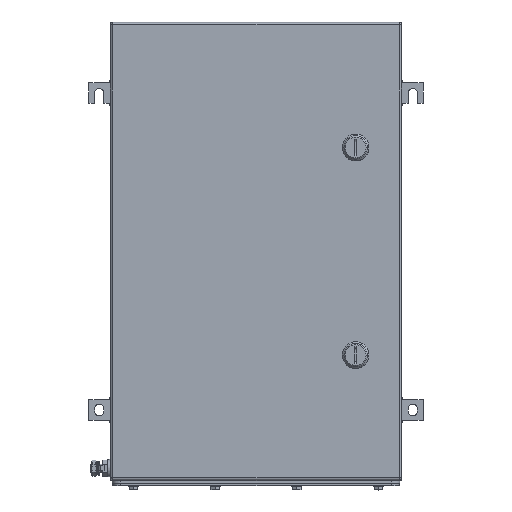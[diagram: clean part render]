
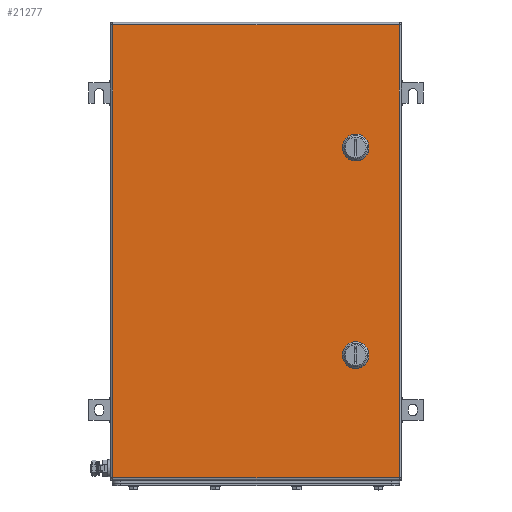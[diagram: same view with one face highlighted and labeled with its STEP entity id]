
A CAD part, top view. The second image highlights one B-rep face of the part: STEP entity #21277.
In plain terms, the highlighted planar face has unit normal (0, 0, 1).
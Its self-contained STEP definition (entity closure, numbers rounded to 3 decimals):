
#21091=AXIS2_PLACEMENT_3D('Circle Axis2P3D',#21089,#21090,$) ;
#21118=AXIS2_PLACEMENT_3D('Plane Axis2P3D',#21115,#21116,#21117) ;
#21163=AXIS2_PLACEMENT_3D('Circle Axis2P3D',#21161,#21162,$) ;
#21177=AXIS2_PLACEMENT_3D('Circle Axis2P3D',#21175,#21176,$) ;
#21191=AXIS2_PLACEMENT_3D('Circle Axis2P3D',#21189,#21190,$) ;
#21213=AXIS2_PLACEMENT_3D('Circle Axis2P3D',#21211,#21212,$) ;
#21229=AXIS2_PLACEMENT_3D('Circle Axis2P3D',#21227,#21228,$) ;
#21243=AXIS2_PLACEMENT_3D('Circle Axis2P3D',#21241,#21242,$) ;
#21257=AXIS2_PLACEMENT_3D('Circle Axis2P3D',#21255,#21256,$) ;
#21086=CARTESIAN_POINT('Vertex',(325.056,400.45,153.5)) ;
#21089=CARTESIAN_POINT('Axis2P3D Location',(320.,410.5,153.5)) ;
#21093=CARTESIAN_POINT('Vertex',(330.05,405.444,153.5)) ;
#21115=CARTESIAN_POINT('Axis2P3D Location',(200.5,286.,153.5)) ;
#21120=CARTESIAN_POINT('Line Origine',(200.5,557.5,153.5)) ;
#21124=CARTESIAN_POINT('Vertex',(372.,557.5,153.5)) ;
#21126=CARTESIAN_POINT('Vertex',(29.,557.5,153.5)) ;
#21129=CARTESIAN_POINT('Line Origine',(29.,286.,153.5)) ;
#21133=CARTESIAN_POINT('Vertex',(29.,14.5,153.5)) ;
#21136=CARTESIAN_POINT('Line Origine',(200.5,14.5,153.5)) ;
#21140=CARTESIAN_POINT('Vertex',(372.,14.5,153.5)) ;
#21143=CARTESIAN_POINT('Line Origine',(372.,286.,153.5)) ;
#21154=CARTESIAN_POINT('Line Origine',(320.,400.45,153.5)) ;
#21158=CARTESIAN_POINT('Vertex',(314.944,400.45,153.5)) ;
#21161=CARTESIAN_POINT('Axis2P3D Location',(320.,410.5,153.5)) ;
#21165=CARTESIAN_POINT('Vertex',(309.95,405.444,153.5)) ;
#21168=CARTESIAN_POINT('Line Origine',(309.95,410.5,153.5)) ;
#21172=CARTESIAN_POINT('Vertex',(309.95,415.556,153.5)) ;
#21175=CARTESIAN_POINT('Axis2P3D Location',(320.,410.5,153.5)) ;
#21179=CARTESIAN_POINT('Vertex',(314.944,420.55,153.5)) ;
#21182=CARTESIAN_POINT('Line Origine',(320.,420.55,153.5)) ;
#21186=CARTESIAN_POINT('Vertex',(325.056,420.55,153.5)) ;
#21189=CARTESIAN_POINT('Axis2P3D Location',(320.,410.5,153.5)) ;
#21193=CARTESIAN_POINT('Vertex',(330.05,415.556,153.5)) ;
#21196=CARTESIAN_POINT('Line Origine',(330.05,410.5,153.5)) ;
#21211=CARTESIAN_POINT('Axis2P3D Location',(320.,161.5,153.5)) ;
#21215=CARTESIAN_POINT('Vertex',(325.056,151.45,153.5)) ;
#21217=CARTESIAN_POINT('Vertex',(330.05,156.444,153.5)) ;
#21220=CARTESIAN_POINT('Line Origine',(320.,151.45,153.5)) ;
#21224=CARTESIAN_POINT('Vertex',(314.944,151.45,153.5)) ;
#21227=CARTESIAN_POINT('Axis2P3D Location',(320.,161.5,153.5)) ;
#21231=CARTESIAN_POINT('Vertex',(309.95,156.444,153.5)) ;
#21234=CARTESIAN_POINT('Line Origine',(309.95,161.5,153.5)) ;
#21238=CARTESIAN_POINT('Vertex',(309.95,166.556,153.5)) ;
#21241=CARTESIAN_POINT('Axis2P3D Location',(320.,161.5,153.5)) ;
#21245=CARTESIAN_POINT('Vertex',(314.944,171.55,153.5)) ;
#21248=CARTESIAN_POINT('Line Origine',(320.,171.55,153.5)) ;
#21252=CARTESIAN_POINT('Vertex',(325.056,171.55,153.5)) ;
#21255=CARTESIAN_POINT('Axis2P3D Location',(320.,161.5,153.5)) ;
#21259=CARTESIAN_POINT('Vertex',(330.05,166.556,153.5)) ;
#21262=CARTESIAN_POINT('Line Origine',(330.05,161.5,153.5)) ;
#21090=DIRECTION('Axis2P3D Direction',(0.,0.,1.)) ;
#21116=DIRECTION('Axis2P3D Direction',(0.,0.,1.)) ;
#21117=DIRECTION('Axis2P3D XDirection',(1.,0.,0.)) ;
#21121=DIRECTION('Vector Direction',(1.,0.,0.)) ;
#21130=DIRECTION('Vector Direction',(0.,-1.,0.)) ;
#21137=DIRECTION('Vector Direction',(1.,0.,0.)) ;
#21144=DIRECTION('Vector Direction',(0.,1.,0.)) ;
#21155=DIRECTION('Vector Direction',(1.,0.,0.)) ;
#21162=DIRECTION('Axis2P3D Direction',(0.,0.,1.)) ;
#21169=DIRECTION('Vector Direction',(0.,1.,0.)) ;
#21176=DIRECTION('Axis2P3D Direction',(0.,0.,1.)) ;
#21183=DIRECTION('Vector Direction',(1.,0.,0.)) ;
#21190=DIRECTION('Axis2P3D Direction',(0.,0.,1.)) ;
#21197=DIRECTION('Vector Direction',(0.,-1.,0.)) ;
#21212=DIRECTION('Axis2P3D Direction',(0.,0.,1.)) ;
#21221=DIRECTION('Vector Direction',(1.,0.,0.)) ;
#21228=DIRECTION('Axis2P3D Direction',(0.,0.,1.)) ;
#21235=DIRECTION('Vector Direction',(0.,1.,0.)) ;
#21242=DIRECTION('Axis2P3D Direction',(0.,0.,1.)) ;
#21249=DIRECTION('Vector Direction',(1.,0.,0.)) ;
#21256=DIRECTION('Axis2P3D Direction',(0.,0.,1.)) ;
#21263=DIRECTION('Vector Direction',(0.,-1.,0.)) ;
#21122=VECTOR('Line Direction',#21121,1.) ;
#21131=VECTOR('Line Direction',#21130,1.) ;
#21138=VECTOR('Line Direction',#21137,1.) ;
#21145=VECTOR('Line Direction',#21144,1.) ;
#21156=VECTOR('Line Direction',#21155,1.) ;
#21170=VECTOR('Line Direction',#21169,1.) ;
#21184=VECTOR('Line Direction',#21183,1.) ;
#21198=VECTOR('Line Direction',#21197,1.) ;
#21222=VECTOR('Line Direction',#21221,1.) ;
#21236=VECTOR('Line Direction',#21235,1.) ;
#21250=VECTOR('Line Direction',#21249,1.) ;
#21264=VECTOR('Line Direction',#21263,1.) ;
#21149=ORIENTED_EDGE('',*,*,#21128,.T.) ;
#21150=ORIENTED_EDGE('',*,*,#21135,.T.) ;
#21151=ORIENTED_EDGE('',*,*,#21142,.T.) ;
#21152=ORIENTED_EDGE('',*,*,#21147,.T.) ;
#21202=ORIENTED_EDGE('',*,*,#21160,.F.) ;
#21203=ORIENTED_EDGE('',*,*,#21167,.F.) ;
#21204=ORIENTED_EDGE('',*,*,#21174,.T.) ;
#21205=ORIENTED_EDGE('',*,*,#21181,.F.) ;
#21206=ORIENTED_EDGE('',*,*,#21188,.T.) ;
#21207=ORIENTED_EDGE('',*,*,#21195,.F.) ;
#21208=ORIENTED_EDGE('',*,*,#21200,.T.) ;
#21209=ORIENTED_EDGE('',*,*,#21095,.F.) ;
#21268=ORIENTED_EDGE('',*,*,#21219,.F.) ;
#21269=ORIENTED_EDGE('',*,*,#21226,.F.) ;
#21270=ORIENTED_EDGE('',*,*,#21233,.F.) ;
#21271=ORIENTED_EDGE('',*,*,#21240,.T.) ;
#21272=ORIENTED_EDGE('',*,*,#21247,.F.) ;
#21273=ORIENTED_EDGE('',*,*,#21254,.T.) ;
#21274=ORIENTED_EDGE('',*,*,#21261,.F.) ;
#21275=ORIENTED_EDGE('',*,*,#21266,.T.) ;
#21210=FACE_BOUND('',#21201,.T.) ;
#21276=FACE_BOUND('',#21267,.T.) ;
#21277=ADVANCED_FACE('ZUB_KTB_QL_553515_1GP_AllCATPart.1\\ZUB_DE_KTB_QL.1\\DE_KTB_MH_PART_MASTER.1\\Koerper.2',(#21153,#21210,#21276),#21119,.T.) ;
#21092=CIRCLE('generated circle',#21091,11.25) ;
#21164=CIRCLE('generated circle',#21163,11.25) ;
#21178=CIRCLE('generated circle',#21177,11.25) ;
#21192=CIRCLE('generated circle',#21191,11.25) ;
#21214=CIRCLE('generated circle',#21213,11.25) ;
#21230=CIRCLE('generated circle',#21229,11.25) ;
#21244=CIRCLE('generated circle',#21243,11.25) ;
#21258=CIRCLE('generated circle',#21257,11.25) ;
#21095=EDGE_CURVE('',#21087,#21094,#21092,.T.) ;
#21128=EDGE_CURVE('',#21125,#21127,#21123,.F.) ;
#21135=EDGE_CURVE('',#21127,#21134,#21132,.T.) ;
#21142=EDGE_CURVE('',#21134,#21141,#21139,.T.) ;
#21147=EDGE_CURVE('',#21141,#21125,#21146,.T.) ;
#21160=EDGE_CURVE('',#21159,#21087,#21157,.T.) ;
#21167=EDGE_CURVE('',#21166,#21159,#21164,.T.) ;
#21174=EDGE_CURVE('',#21166,#21173,#21171,.T.) ;
#21181=EDGE_CURVE('',#21180,#21173,#21178,.T.) ;
#21188=EDGE_CURVE('',#21180,#21187,#21185,.T.) ;
#21195=EDGE_CURVE('',#21194,#21187,#21192,.T.) ;
#21200=EDGE_CURVE('',#21194,#21094,#21199,.T.) ;
#21219=EDGE_CURVE('',#21216,#21218,#21214,.T.) ;
#21226=EDGE_CURVE('',#21225,#21216,#21223,.T.) ;
#21233=EDGE_CURVE('',#21232,#21225,#21230,.T.) ;
#21240=EDGE_CURVE('',#21232,#21239,#21237,.T.) ;
#21247=EDGE_CURVE('',#21246,#21239,#21244,.T.) ;
#21254=EDGE_CURVE('',#21246,#21253,#21251,.T.) ;
#21261=EDGE_CURVE('',#21260,#21253,#21258,.T.) ;
#21266=EDGE_CURVE('',#21260,#21218,#21265,.T.) ;
#21148=EDGE_LOOP('',(#21149,#21150,#21151,#21152)) ;
#21201=EDGE_LOOP('',(#21202,#21203,#21204,#21205,#21206,#21207,#21208,#21209)) ;
#21267=EDGE_LOOP('',(#21268,#21269,#21270,#21271,#21272,#21273,#21274,#21275)) ;
#21153=FACE_OUTER_BOUND('',#21148,.T.) ;
#21123=LINE('Line',#21120,#21122) ;
#21132=LINE('Line',#21129,#21131) ;
#21139=LINE('Line',#21136,#21138) ;
#21146=LINE('Line',#21143,#21145) ;
#21157=LINE('Line',#21154,#21156) ;
#21171=LINE('Line',#21168,#21170) ;
#21185=LINE('Line',#21182,#21184) ;
#21199=LINE('Line',#21196,#21198) ;
#21223=LINE('Line',#21220,#21222) ;
#21237=LINE('Line',#21234,#21236) ;
#21251=LINE('Line',#21248,#21250) ;
#21265=LINE('Line',#21262,#21264) ;
#21119=PLANE('',#21118) ;
#21087=VERTEX_POINT('',#21086) ;
#21094=VERTEX_POINT('',#21093) ;
#21125=VERTEX_POINT('',#21124) ;
#21127=VERTEX_POINT('',#21126) ;
#21134=VERTEX_POINT('',#21133) ;
#21141=VERTEX_POINT('',#21140) ;
#21159=VERTEX_POINT('',#21158) ;
#21166=VERTEX_POINT('',#21165) ;
#21173=VERTEX_POINT('',#21172) ;
#21180=VERTEX_POINT('',#21179) ;
#21187=VERTEX_POINT('',#21186) ;
#21194=VERTEX_POINT('',#21193) ;
#21216=VERTEX_POINT('',#21215) ;
#21218=VERTEX_POINT('',#21217) ;
#21225=VERTEX_POINT('',#21224) ;
#21232=VERTEX_POINT('',#21231) ;
#21239=VERTEX_POINT('',#21238) ;
#21246=VERTEX_POINT('',#21245) ;
#21253=VERTEX_POINT('',#21252) ;
#21260=VERTEX_POINT('',#21259) ;
